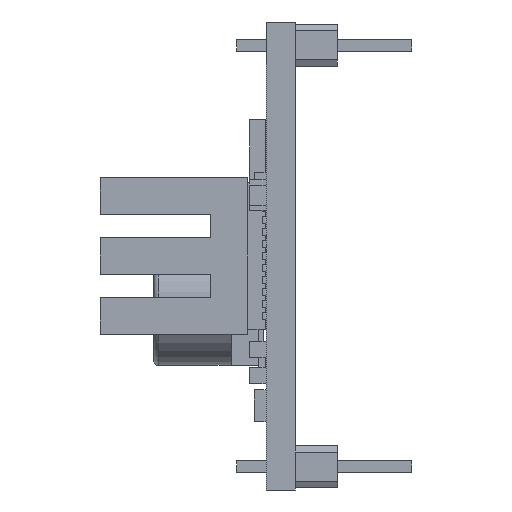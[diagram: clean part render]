
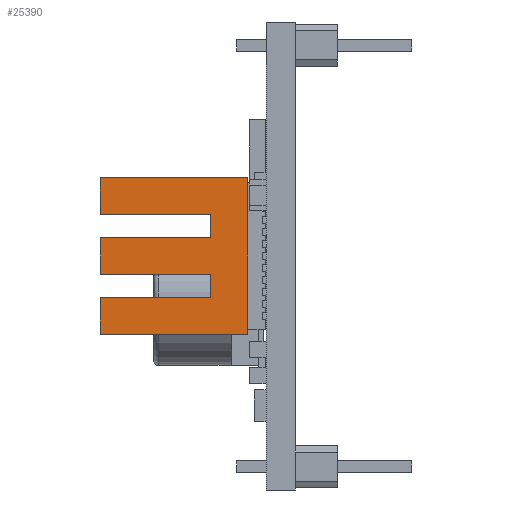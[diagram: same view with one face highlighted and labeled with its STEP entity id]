
A CAD part, left-side view. The second image highlights one B-rep face of the part: STEP entity #25390.
In plain terms, the highlighted planar face has unit normal (-1, 0, 0).
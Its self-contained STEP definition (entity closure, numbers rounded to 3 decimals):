
#1715=PLANE('',#26662);
#4568=LINE('',#45775,#7499);
#4570=LINE('',#45779,#7501);
#4597=LINE('',#45835,#7528);
#4599=LINE('',#45841,#7530);
#4604=LINE('',#45849,#7535);
#4629=LINE('',#45899,#7560);
#4638=LINE('',#45914,#7569);
#4639=LINE('',#45915,#7570);
#4642=LINE('',#45921,#7573);
#4645=LINE('',#45928,#7576);
#4646=LINE('',#45930,#7577);
#4647=LINE('',#45931,#7578);
#7499=VECTOR('',#31994,10.);
#7501=VECTOR('',#31998,10.);
#7528=VECTOR('',#32043,10.);
#7530=VECTOR('',#32047,10.);
#7535=VECTOR('',#32056,10.);
#7560=VECTOR('',#32097,10.);
#7569=VECTOR('',#32110,10.);
#7570=VECTOR('',#32111,10.);
#7573=VECTOR('',#32116,10.);
#7576=VECTOR('',#32123,10.);
#7577=VECTOR('',#32124,10.);
#7578=VECTOR('',#32125,10.);
#8898=FACE_OUTER_BOUND('',#10338,.T.);
#10338=EDGE_LOOP('',(#23247,#23248,#23249,#23250,#23251,#23252,#23253,#23254,
#23255,#23256,#23257,#23258));
#12786=VERTEX_POINT('',#45772);
#12787=VERTEX_POINT('',#45774);
#12788=VERTEX_POINT('',#45778);
#12806=VERTEX_POINT('',#45829);
#12808=VERTEX_POINT('',#45833);
#12809=VERTEX_POINT('',#45837);
#12811=VERTEX_POINT('',#45840);
#12828=VERTEX_POINT('',#45893);
#12833=VERTEX_POINT('',#45912);
#12835=VERTEX_POINT('',#45919);
#12837=VERTEX_POINT('',#45927);
#12838=VERTEX_POINT('',#45929);
#16237=EDGE_CURVE('',#12786,#12787,#4568,.T.);
#16239=EDGE_CURVE('',#12787,#12788,#4570,.T.);
#16266=EDGE_CURVE('',#12806,#12808,#4597,.T.);
#16268=EDGE_CURVE('',#12809,#12811,#4599,.T.);
#16273=EDGE_CURVE('',#12811,#12808,#4604,.T.);
#16298=EDGE_CURVE('',#12828,#12788,#4629,.T.);
#16307=EDGE_CURVE('',#12833,#12809,#4638,.T.);
#16308=EDGE_CURVE('',#12806,#12786,#4639,.T.);
#16311=EDGE_CURVE('',#12833,#12835,#4642,.T.);
#16314=EDGE_CURVE('',#12828,#12837,#4645,.T.);
#16315=EDGE_CURVE('',#12838,#12835,#4646,.T.);
#16316=EDGE_CURVE('',#12837,#12838,#4647,.T.);
#23247=ORIENTED_EDGE('',*,*,#16314,.F.);
#23248=ORIENTED_EDGE('',*,*,#16298,.T.);
#23249=ORIENTED_EDGE('',*,*,#16239,.F.);
#23250=ORIENTED_EDGE('',*,*,#16237,.F.);
#23251=ORIENTED_EDGE('',*,*,#16308,.F.);
#23252=ORIENTED_EDGE('',*,*,#16266,.T.);
#23253=ORIENTED_EDGE('',*,*,#16273,.F.);
#23254=ORIENTED_EDGE('',*,*,#16268,.F.);
#23255=ORIENTED_EDGE('',*,*,#16307,.F.);
#23256=ORIENTED_EDGE('',*,*,#16311,.T.);
#23257=ORIENTED_EDGE('',*,*,#16315,.F.);
#23258=ORIENTED_EDGE('',*,*,#16316,.F.);
#25390=ADVANCED_FACE('',(#8898),#1715,.T.);
#26662=AXIS2_PLACEMENT_3D('',#45926,#32121,#32122);
#31994=DIRECTION('',(0.,1.,0.));
#31998=DIRECTION('',(0.,0.,1.));
#32043=DIRECTION('',(0.,1.,0.));
#32047=DIRECTION('',(0.,1.,0.));
#32056=DIRECTION('',(0.,0.,1.));
#32097=DIRECTION('',(0.,1.,0.));
#32110=DIRECTION('',(0.,0.,1.));
#32111=DIRECTION('',(0.,0.,1.));
#32116=DIRECTION('',(0.,1.,0.));
#32121=DIRECTION('center_axis',(-1.,0.,0.));
#32122=DIRECTION('ref_axis',(0.,0.,
1.));
#32123=DIRECTION('',(0.,0.,-1.));
#32124=DIRECTION('',(0.,0.,1.));
#32125=DIRECTION('',(0.,1.,0.));
#45772=CARTESIAN_POINT('',(-7.538,6.861,2.25));
#45774=CARTESIAN_POINT('',(-7.538,12.861,2.25));
#45775=CARTESIAN_POINT('',(-7.538,4.861,2.25));
#45778=CARTESIAN_POINT('',(-7.538,12.861,4.25));
#45779=CARTESIAN_POINT('',(-7.538,12.861,2.25));
#45829=CARTESIAN_POINT('',(-7.538,6.861,1.));
#45833=CARTESIAN_POINT('',(-7.538,12.861,1.));
#45835=CARTESIAN_POINT('',(-7.538,4.861,1.));
#45837=CARTESIAN_POINT('',(-7.538,6.861,-1.));
#45840=CARTESIAN_POINT('',(-7.538,12.861,-1.));
#45841=CARTESIAN_POINT('',(-7.538,4.861,-1.));
#45849=CARTESIAN_POINT('',(-7.538,12.861,1.));
#45893=CARTESIAN_POINT('',(-7.538,4.861,4.25));
#45899=CARTESIAN_POINT('',(-7.538,4.861,4.25));
#45912=CARTESIAN_POINT('',(-7.538,6.861,-2.25));
#45914=CARTESIAN_POINT('',(-7.538,6.861,4.25));
#45915=CARTESIAN_POINT('',(-7.538,6.861,4.25));
#45919=CARTESIAN_POINT('',(-7.538,12.861,-2.25));
#45921=CARTESIAN_POINT('',(-7.538,4.861,-2.25));
#45926=CARTESIAN_POINT('Origin',(-7.538,4.861,-4.25));
#45927=CARTESIAN_POINT('',(-7.538,4.861,-4.25));
#45928=CARTESIAN_POINT('',(-7.538,4.861,-2.25));
#45929=CARTESIAN_POINT('',(-7.538,12.861,-4.25));
#45930=CARTESIAN_POINT('',(-7.538,12.861,-2.25));
#45931=CARTESIAN_POINT('',(-7.538,4.861,-4.25));
